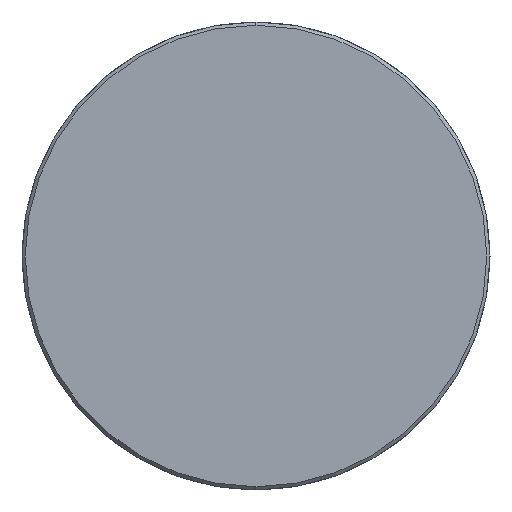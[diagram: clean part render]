
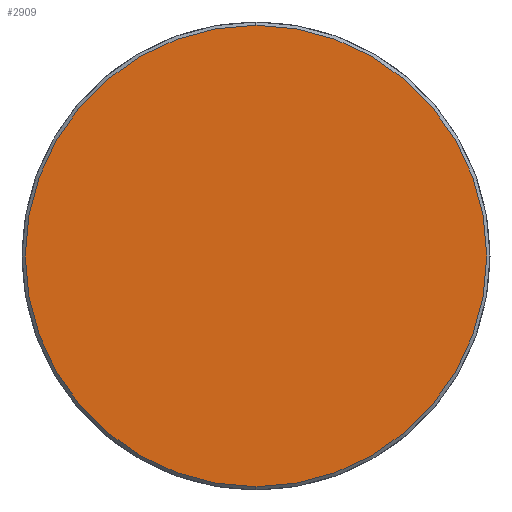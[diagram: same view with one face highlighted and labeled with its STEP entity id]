
A CAD part, left-side view. The second image highlights one B-rep face of the part: STEP entity #2909.
In plain terms, the highlighted planar face has unit normal (-1, 0, 0).
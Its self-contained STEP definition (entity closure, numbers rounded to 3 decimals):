
#389 = CARTESIAN_POINT ( 'NONE',  ( -180.55, 0., 0. ) ) ;
#459 = EDGE_CURVE ( 'NONE', #1125, #3610, #2455, .T. ) ;
#725 = CARTESIAN_POINT ( 'NONE',  ( -180.55, 0., -70. ) ) ;
#842 = ORIENTED_EDGE ( 'NONE', *, *, #459, .T. ) ;
#1007 = DIRECTION ( 'NONE',  ( -1., 0., 0. ) ) ;
#1125 = VERTEX_POINT ( 'NONE', #725 ) ;
#1208 = CIRCLE ( 'NONE', #1648, 70. ) ;
#1425 = AXIS2_PLACEMENT_3D ( 'NONE', #2422, #1662, #4398 ) ;
#1648 = AXIS2_PLACEMENT_3D ( 'NONE', #389, #3583, #3530 ) ;
#1662 = DIRECTION ( 'NONE',  ( -1., 0., 0. ) ) ;
#1796 = DIRECTION ( 'NONE',  ( 0., 0., -1. ) ) ;
#2422 = CARTESIAN_POINT ( 'NONE',  ( -180.55, 70.84, -70.84 ) ) ;
#2455 = CIRCLE ( 'NONE', #4504, 70. ) ;
#2727 = ORIENTED_EDGE ( 'NONE', *, *, #4377, .T. ) ;
#2909 = ADVANCED_FACE ( 'NONE', ( #3885 ), #4764, .T. ) ;
#2983 = CARTESIAN_POINT ( 'NONE',  ( -180.55, 0., 0. ) ) ;
#3424 = CARTESIAN_POINT ( 'NONE',  ( -180.55, 0., 70. ) ) ;
#3530 = DIRECTION ( 'NONE',  ( 0., 0., -1. ) ) ;
#3583 = DIRECTION ( 'NONE',  ( -1., 0., 0. ) ) ;
#3610 = VERTEX_POINT ( 'NONE', #3424 ) ;
#3638 = EDGE_LOOP ( 'NONE', ( #842, #2727 ) ) ;
#3885 = FACE_OUTER_BOUND ( 'NONE', #3638, .T. ) ;
#4377 = EDGE_CURVE ( 'NONE', #3610, #1125, #1208, .T. ) ;
#4398 = DIRECTION ( 'NONE',  ( 0., -1., 0. ) ) ;
#4504 = AXIS2_PLACEMENT_3D ( 'NONE', #2983, #1007, #1796 ) ;
#4764 = PLANE ( 'NONE',  #1425 ) ;
